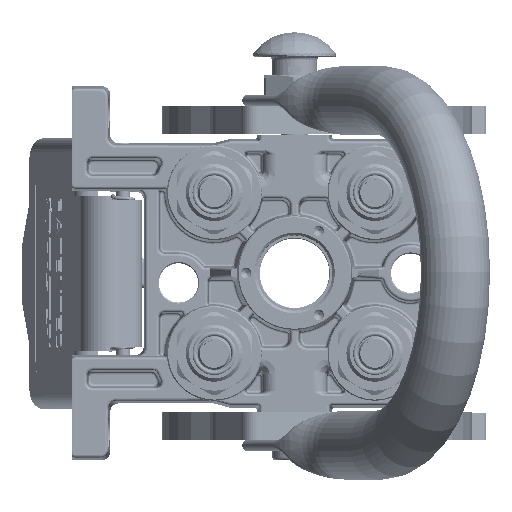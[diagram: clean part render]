
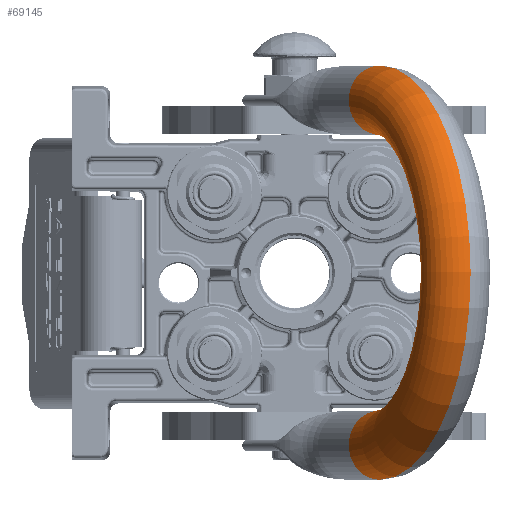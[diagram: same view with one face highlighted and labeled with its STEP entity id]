
A CAD part, top view. The second image highlights one B-rep face of the part: STEP entity #69145.
In plain terms, the highlighted toroidal (fillet/blend) face has major radius 62.25 mm and minor radius 12.5 mm.
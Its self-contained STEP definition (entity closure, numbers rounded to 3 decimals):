
#1485 = ORIENTED_EDGE ( 'NONE', *, *, #85629, .T. ) ;
#8453 = AXIS2_PLACEMENT_3D ( 'NONE', #189105, #148375, #145185 ) ;
#15829 = ORIENTED_EDGE ( 'NONE', *, *, #166776, .T. ) ;
#19424 = CARTESIAN_POINT ( 'NONE',  ( 62.25, 0., 25.25 ) ) ;
#20078 = EDGE_CURVE ( 'NONE', #161695, #180505, #152284, .T. ) ;
#20828 = ORIENTED_EDGE ( 'NONE', *, *, #37389, .F. ) ;
#29662 = CARTESIAN_POINT ( 'NONE',  ( -49.75, 0., 25.25 ) ) ;
#35158 = DIRECTION ( 'NONE',  ( -1., 0., 0. ) ) ;
#37389 = EDGE_CURVE ( 'NONE', #135902, #161695, #162070, .T. ) ;
#47158 = AXIS2_PLACEMENT_3D ( 'NONE', #19424, #78064, #107928 ) ;
#47166 = CARTESIAN_POINT ( 'NONE',  ( 74.75, 0., 25.25 ) ) ;
#48572 = DIRECTION ( 'NONE',  ( 0., 1., 0. ) ) ;
#48957 = AXIS2_PLACEMENT_3D ( 'NONE', #89051, #162970, #75718 ) ;
#50643 = EDGE_LOOP ( 'NONE', ( #15829, #158892, #20828, #1485 ) ) ;
#69145 = ADVANCED_FACE ( 'NONE', ( #76773 ), #74374, .T. ) ;
#74374 = TOROIDAL_SURFACE ( 'NONE', #8453, 62.25, 12.5 ) ;
#75718 = DIRECTION ( 'NONE',  ( -1., 0., 0. ) ) ;
#76773 = FACE_OUTER_BOUND ( 'NONE', #50643, .T. ) ;
#78064 = DIRECTION ( 'NONE',  ( 0., 0., -1. ) ) ;
#78504 = CARTESIAN_POINT ( 'NONE',  ( 0., 0., 25.25 ) ) ;
#81576 = CARTESIAN_POINT ( 'NONE',  ( -74.75, 0., 25.25 ) ) ;
#85629 = EDGE_CURVE ( 'NONE', #135902, #91285, #120091, .T. ) ;
#89051 = CARTESIAN_POINT ( 'NONE',  ( 0., 0., 25.25 ) ) ;
#91285 = VERTEX_POINT ( 'NONE', #29662 ) ;
#91837 = AXIS2_PLACEMENT_3D ( 'NONE', #176572, #118516, #117896 ) ;
#107928 = DIRECTION ( 'NONE',  ( 1., 0., 0. ) ) ;
#117896 = DIRECTION ( 'NONE',  ( -1., 0., 0. ) ) ;
#118516 = DIRECTION ( 'NONE',  ( 0., 0., 1. ) ) ;
#120091 = CIRCLE ( 'NONE', #91837, 12.5 ) ;
#135902 = VERTEX_POINT ( 'NONE', #81576 ) ;
#136250 = AXIS2_PLACEMENT_3D ( 'NONE', #78504, #48572, #35158 ) ;
#144991 = CARTESIAN_POINT ( 'NONE',  ( 49.75, 0., 25.25 ) ) ;
#145185 = DIRECTION ( 'NONE',  ( 1., 0., 0. ) ) ;
#148375 = DIRECTION ( 'NONE',  ( 0., 1., 0. ) ) ;
#152284 = CIRCLE ( 'NONE', #47158, 12.5 ) ;
#158892 = ORIENTED_EDGE ( 'NONE', *, *, #20078, .F. ) ;
#161695 = VERTEX_POINT ( 'NONE', #47166 ) ;
#162070 = CIRCLE ( 'NONE', #136250, 74.75 ) ;
#162970 = DIRECTION ( 'NONE',  ( 0., 1., 0. ) ) ;
#164494 = CIRCLE ( 'NONE', #48957, 49.75 ) ;
#166776 = EDGE_CURVE ( 'NONE', #91285, #180505, #164494, .T. ) ;
#176572 = CARTESIAN_POINT ( 'NONE',  ( -62.25, 0., 25.25 ) ) ;
#180505 = VERTEX_POINT ( 'NONE', #144991 ) ;
#189105 = CARTESIAN_POINT ( 'NONE',  ( 0., 0., 25.25 ) ) ;
